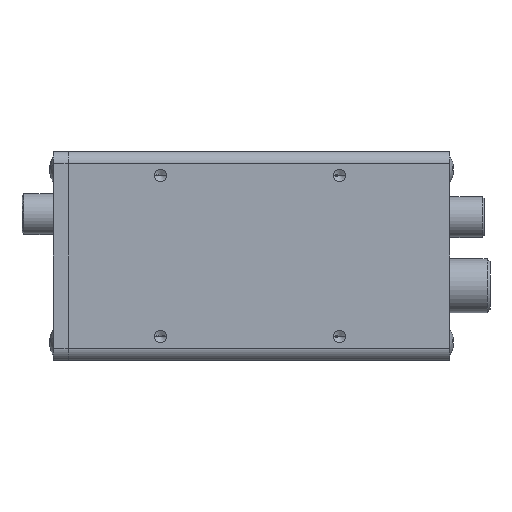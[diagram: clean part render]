
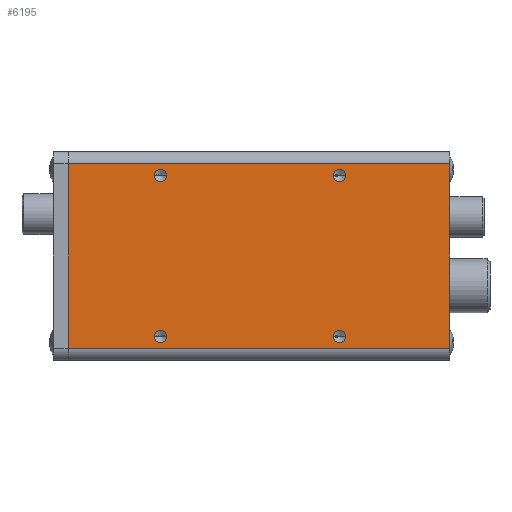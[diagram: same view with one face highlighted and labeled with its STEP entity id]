
A CAD part, front view. The second image highlights one B-rep face of the part: STEP entity #6195.
In plain terms, the highlighted planar face has unit normal (0, -1, 0).
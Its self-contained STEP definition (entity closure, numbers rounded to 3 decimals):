
#7 = DIRECTION ( 'NONE',  ( 0., 0., -1. ) ) ;
#217 = VECTOR ( 'NONE', #13700, 1000. ) ;
#330 = VERTEX_POINT ( 'NONE', #5693 ) ;
#532 = AXIS2_PLACEMENT_3D ( 'NONE', #17232, #12572, #4178 ) ;
#687 = ORIENTED_EDGE ( 'NONE', *, *, #7851, .T. ) ;
#759 = ORIENTED_EDGE ( 'NONE', *, *, #13246, .F. ) ;
#876 = LINE ( 'NONE', #13422, #14574 ) ;
#999 = EDGE_CURVE ( 'NONE', #18292, #9121, #5333, .T. ) ;
#1168 = VERTEX_POINT ( 'NONE', #12558 ) ;
#1337 = ORIENTED_EDGE ( 'NONE', *, *, #11560, .F. ) ;
#1676 = CARTESIAN_POINT ( 'NONE',  ( -13.5, 0., -49.525 ) ) ;
#2051 = AXIS2_PLACEMENT_3D ( 'NONE', #18645, #12199, #4141 ) ;
#2226 = CARTESIAN_POINT ( 'NONE',  ( -15.5, 0., -64. ) ) ;
#2277 = AXIS2_PLACEMENT_3D ( 'NONE', #4106, #2388, #13725 ) ;
#2388 = DIRECTION ( 'NONE',  ( 0., -1., 0. ) ) ;
#2749 = FACE_OUTER_BOUND ( 'NONE', #8242, .T. ) ;
#2821 = PLANE ( 'NONE',  #20912 ) ;
#2927 = CARTESIAN_POINT ( 'NONE',  ( -15.5, 0., -64. ) ) ;
#3232 = EDGE_CURVE ( 'NONE', #18300, #330, #19339, .T. ) ;
#3250 = CIRCLE ( 'NONE', #2051, 1.025 ) ;
#3749 = CARTESIAN_POINT ( 'NONE',  ( -13.5, 0., -18.5 ) ) ;
#3992 = ORIENTED_EDGE ( 'NONE', *, *, #7211, .F. ) ;
#4106 = CARTESIAN_POINT ( 'NONE',  ( 13.5, 0., -18.5 ) ) ;
#4141 = DIRECTION ( 'NONE',  ( 0., 0., -1. ) ) ;
#4178 = DIRECTION ( 'NONE',  ( 0., 0., -1. ) ) ;
#4203 = DIRECTION ( 'NONE',  ( 0., 0., -1. ) ) ;
#4395 = EDGE_LOOP ( 'NONE', ( #5453, #759 ) ) ;
#4461 = CIRCLE ( 'NONE', #17458, 1.025 ) ;
#4466 = DIRECTION ( 'NONE',  ( 0., 0., 1. ) ) ;
#4614 = DIRECTION ( 'NONE',  ( 0., 1., 0. ) ) ;
#4803 = FACE_BOUND ( 'NONE', #12070, .T. ) ;
#5333 = LINE ( 'NONE', #15416, #217 ) ;
#5453 = ORIENTED_EDGE ( 'NONE', *, *, #11832, .F. ) ;
#5581 = FACE_BOUND ( 'NONE', #15958, .T. ) ;
#5607 = VERTEX_POINT ( 'NONE', #20870 ) ;
#5693 = CARTESIAN_POINT ( 'NONE',  ( 13.5, 0., -47.475 ) ) ;
#5729 = VERTEX_POINT ( 'NONE', #1676 ) ;
#5743 = DIRECTION ( 'NONE',  ( 0., 0., -1. ) ) ;
#6195 = ADVANCED_FACE ( 'NONE', ( #18962, #12373, #4803, #5581, #2749 ), #2821, .F. ) ;
#6204 = CARTESIAN_POINT ( 'NONE',  ( 13.5, 0., -18.5 ) ) ;
#6539 = CIRCLE ( 'NONE', #14134, 1.025 ) ;
#6838 = DIRECTION ( 'NONE',  ( 0., 0., -1. ) ) ;
#7211 = EDGE_CURVE ( 'NONE', #5607, #5729, #6539, .T. ) ;
#7760 = EDGE_CURVE ( 'NONE', #18292, #17066, #10014, .T. ) ;
#7851 = EDGE_CURVE ( 'NONE', #17066, #13294, #876, .T. ) ;
#8242 = EDGE_LOOP ( 'NONE', ( #687, #13980, #13607, #14741 ) ) ;
#8258 = EDGE_LOOP ( 'NONE', ( #15332, #10181 ) ) ;
#8280 = CARTESIAN_POINT ( 'NONE',  ( -13.5, 0., -17.475 ) ) ;
#8511 = EDGE_CURVE ( 'NONE', #13294, #9121, #15245, .T. ) ;
#8891 = DIRECTION ( 'NONE',  ( 0., -1., 0. ) ) ;
#9121 = VERTEX_POINT ( 'NONE', #2927 ) ;
#10014 = LINE ( 'NONE', #19720, #17321 ) ;
#10181 = ORIENTED_EDGE ( 'NONE', *, *, #15529, .F. ) ;
#10528 = CARTESIAN_POINT ( 'NONE',  ( -13.5, 0., -18.5 ) ) ;
#10692 = CARTESIAN_POINT ( 'NONE',  ( 15.5, 0., -64. ) ) ;
#11372 = CARTESIAN_POINT ( 'NONE',  ( 15.5, 0., 0. ) ) ;
#11560 = EDGE_CURVE ( 'NONE', #1168, #20741, #16528, .T. ) ;
#11625 = EDGE_CURVE ( 'NONE', #5729, #5607, #19313, .T. ) ;
#11776 = DIRECTION ( 'NONE',  ( 0., 0., -1. ) ) ;
#11832 = EDGE_CURVE ( 'NONE', #19630, #14148, #16257, .T. ) ;
#12070 = EDGE_LOOP ( 'NONE', ( #19736, #3992 ) ) ;
#12199 = DIRECTION ( 'NONE',  ( 0., -1., 0. ) ) ;
#12373 = FACE_BOUND ( 'NONE', #4395, .T. ) ;
#12558 = CARTESIAN_POINT ( 'NONE',  ( -13.5, 0., -19.525 ) ) ;
#12572 = DIRECTION ( 'NONE',  ( 0., -1., 0. ) ) ;
#12852 = AXIS2_PLACEMENT_3D ( 'NONE', #3749, #15075, #6838 ) ;
#12884 = AXIS2_PLACEMENT_3D ( 'NONE', #6204, #19043, #18541 ) ;
#12962 = VECTOR ( 'NONE', #11776, 1000. ) ;
#13246 = EDGE_CURVE ( 'NONE', #14148, #19630, #15444, .T. ) ;
#13294 = VERTEX_POINT ( 'NONE', #15448 ) ;
#13422 = CARTESIAN_POINT ( 'NONE',  ( 17.5, 0., 0. ) ) ;
#13555 = DIRECTION ( 'NONE',  ( 0., -1., 0. ) ) ;
#13607 = ORIENTED_EDGE ( 'NONE', *, *, #999, .F. ) ;
#13700 = DIRECTION ( 'NONE',  ( -1., 0., 0. ) ) ;
#13725 = DIRECTION ( 'NONE',  ( 0., 0., -1. ) ) ;
#13980 = ORIENTED_EDGE ( 'NONE', *, *, #8511, .T. ) ;
#14134 = AXIS2_PLACEMENT_3D ( 'NONE', #17517, #19169, #7 ) ;
#14148 = VERTEX_POINT ( 'NONE', #18077 ) ;
#14574 = VECTOR ( 'NONE', #16543, 1000. ) ;
#14741 = ORIENTED_EDGE ( 'NONE', *, *, #7760, .T. ) ;
#15075 = DIRECTION ( 'NONE',  ( 0., -1., 0. ) ) ;
#15245 = LINE ( 'NONE', #2226, #12962 ) ;
#15332 = ORIENTED_EDGE ( 'NONE', *, *, #3232, .F. ) ;
#15416 = CARTESIAN_POINT ( 'NONE',  ( 17.5, 0., -64. ) ) ;
#15444 = CIRCLE ( 'NONE', #12884, 1.025 ) ;
#15448 = CARTESIAN_POINT ( 'NONE',  ( -15.5, 0., 0. ) ) ;
#15529 = EDGE_CURVE ( 'NONE', #330, #18300, #3250, .T. ) ;
#15958 = EDGE_LOOP ( 'NONE', ( #1337, #20601 ) ) ;
#16257 = CIRCLE ( 'NONE', #2277, 1.025 ) ;
#16528 = CIRCLE ( 'NONE', #12852, 1.025 ) ;
#16543 = DIRECTION ( 'NONE',  ( -1., 0., 0. ) ) ;
#17066 = VERTEX_POINT ( 'NONE', #11372 ) ;
#17232 = CARTESIAN_POINT ( 'NONE',  ( -13.5, 0., -48.5 ) ) ;
#17321 = VECTOR ( 'NONE', #17950, 1000. ) ;
#17381 = CARTESIAN_POINT ( 'NONE',  ( 17.5, 0., 0. ) ) ;
#17458 = AXIS2_PLACEMENT_3D ( 'NONE', #10528, #13555, #5743 ) ;
#17517 = CARTESIAN_POINT ( 'NONE',  ( -13.5, 0., -48.5 ) ) ;
#17950 = DIRECTION ( 'NONE',  ( 0., 0., 1. ) ) ;
#18077 = CARTESIAN_POINT ( 'NONE',  ( 13.5, 0., -17.475 ) ) ;
#18112 = AXIS2_PLACEMENT_3D ( 'NONE', #18415, #8891, #4203 ) ;
#18292 = VERTEX_POINT ( 'NONE', #10692 ) ;
#18300 = VERTEX_POINT ( 'NONE', #18825 ) ;
#18415 = CARTESIAN_POINT ( 'NONE',  ( 13.5, 0., -48.5 ) ) ;
#18541 = DIRECTION ( 'NONE',  ( 0., 0., -1. ) ) ;
#18645 = CARTESIAN_POINT ( 'NONE',  ( 13.5, 0., -48.5 ) ) ;
#18825 = CARTESIAN_POINT ( 'NONE',  ( 13.5, 0., -49.525 ) ) ;
#18962 = FACE_BOUND ( 'NONE', #8258, .T. ) ;
#19043 = DIRECTION ( 'NONE',  ( 0., -1., 0. ) ) ;
#19169 = DIRECTION ( 'NONE',  ( 0., -1., 0. ) ) ;
#19313 = CIRCLE ( 'NONE', #532, 1.025 ) ;
#19339 = CIRCLE ( 'NONE', #18112, 1.025 ) ;
#19630 = VERTEX_POINT ( 'NONE', #20713 ) ;
#19720 = CARTESIAN_POINT ( 'NONE',  ( 15.5, 0., 0. ) ) ;
#19736 = ORIENTED_EDGE ( 'NONE', *, *, #11625, .F. ) ;
#20601 = ORIENTED_EDGE ( 'NONE', *, *, #20810, .F. ) ;
#20713 = CARTESIAN_POINT ( 'NONE',  ( 13.5, 0., -19.525 ) ) ;
#20741 = VERTEX_POINT ( 'NONE', #8280 ) ;
#20810 = EDGE_CURVE ( 'NONE', #20741, #1168, #4461, .T. ) ;
#20870 = CARTESIAN_POINT ( 'NONE',  ( -13.5, 0., -47.475 ) ) ;
#20912 = AXIS2_PLACEMENT_3D ( 'NONE', #17381, #4614, #4466 ) ;
